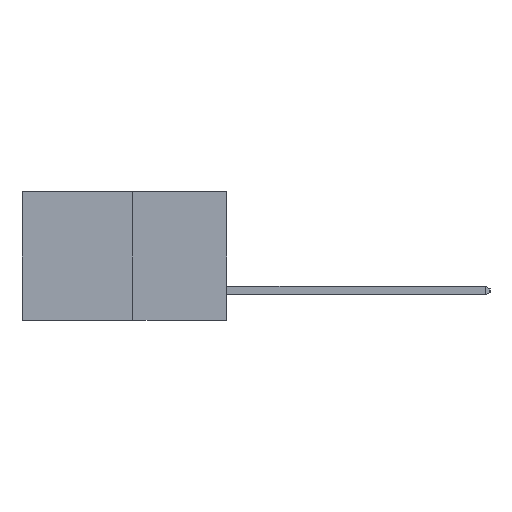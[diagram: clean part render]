
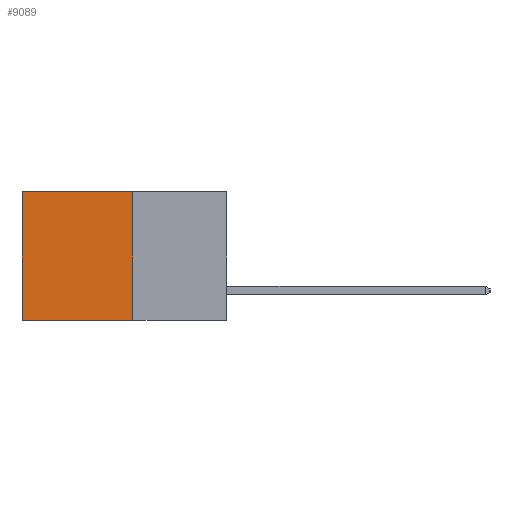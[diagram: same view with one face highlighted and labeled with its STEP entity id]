
A CAD part, left-side view. The second image highlights one B-rep face of the part: STEP entity #9089.
In plain terms, the highlighted planar face has unit normal (-1, 0, 0).
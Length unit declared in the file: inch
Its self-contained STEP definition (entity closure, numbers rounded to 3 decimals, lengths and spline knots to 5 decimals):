
#193 = EDGE_CURVE ( 'NONE', #6818, #11631, #15345, .T. ) ;
#1568 = EDGE_CURVE ( 'NONE', #27458, #11631, #21745, .T. ) ;
#1816 = ORIENTED_EDGE ( 'NONE', *, *, #22004, .T. ) ;
#2083 = VECTOR ( 'NONE', #7703, 39.37008 ) ;
#3079 = CARTESIAN_POINT ( 'NONE',  ( 0.277, 0.59, 0. ) ) ;
#3223 = DIRECTION ( 'NONE',  ( 0., 0., -1. ) ) ;
#4154 = EDGE_LOOP ( 'NONE', ( #9532, #21839, #5788, #1816 ) ) ;
#4419 = CARTESIAN_POINT ( 'NONE',  ( 0.277, 0.27, 0. ) ) ;
#4840 = CARTESIAN_POINT ( 'NONE',  ( 0.277, 0.27, -0.37 ) ) ;
#5788 = ORIENTED_EDGE ( 'NONE', *, *, #15647, .F. ) ;
#6818 = VERTEX_POINT ( 'NONE', #3079 ) ;
#7143 = DIRECTION ( 'NONE',  ( 0., 0., -1. ) ) ;
#7703 = DIRECTION ( 'NONE',  ( 0., 1., 0. ) ) ;
#9089 = ADVANCED_FACE ( 'NONE', ( #22409 ), #25531, .F. ) ;
#9357 = CARTESIAN_POINT ( 'NONE',  ( 0.277, 0.27, 0. ) ) ;
#9532 = ORIENTED_EDGE ( 'NONE', *, *, #193, .T. ) ;
#10580 = CARTESIAN_POINT ( 'NONE',  ( 0.277, 0.59, -0.37 ) ) ;
#11631 = VERTEX_POINT ( 'NONE', #23241 ) ;
#11913 = DIRECTION ( 'NONE',  ( 1., 0., 0. ) ) ;
#12259 = CARTESIAN_POINT ( 'NONE',  ( 0.277, 0.27, -0.37 ) ) ;
#15335 = CARTESIAN_POINT ( 'NONE',  ( 0.277, 0.27, -0.37 ) ) ;
#15345 = LINE ( 'NONE', #10580, #26671 ) ;
#15606 = VECTOR ( 'NONE', #20406, 39.37008 ) ;
#15647 = EDGE_CURVE ( 'NONE', #17046, #27458, #22773, .T. ) ;
#17046 = VERTEX_POINT ( 'NONE', #9357 ) ;
#19935 = AXIS2_PLACEMENT_3D ( 'NONE', #23173, #11913, #27769 ) ;
#20406 = DIRECTION ( 'NONE',  ( 0., 1., 0. ) ) ;
#20990 = LINE ( 'NONE', #4419, #15606 ) ;
#21745 = LINE ( 'NONE', #12259, #2083 ) ;
#21839 = ORIENTED_EDGE ( 'NONE', *, *, #1568, .F. ) ;
#22004 = EDGE_CURVE ( 'NONE', #17046, #6818, #20990, .T. ) ;
#22084 = VECTOR ( 'NONE', #7143, 39.37008 ) ;
#22409 = FACE_OUTER_BOUND ( 'NONE', #4154, .T. ) ;
#22773 = LINE ( 'NONE', #4840, #22084 ) ;
#23173 = CARTESIAN_POINT ( 'NONE',  ( 0.277, 0.27, -0.37 ) ) ;
#23241 = CARTESIAN_POINT ( 'NONE',  ( 0.277, 0.59, -0.37 ) ) ;
#25531 = PLANE ( 'NONE',  #19935 ) ;
#26671 = VECTOR ( 'NONE', #3223, 39.37008 ) ;
#27458 = VERTEX_POINT ( 'NONE', #15335 ) ;
#27769 = DIRECTION ( 'NONE',  ( 0., 0., -1. ) ) ;
